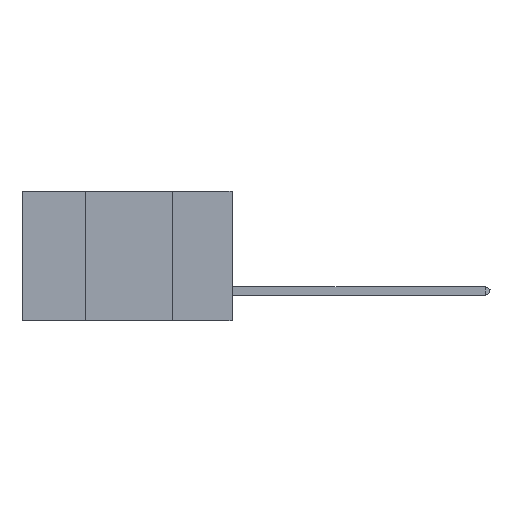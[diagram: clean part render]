
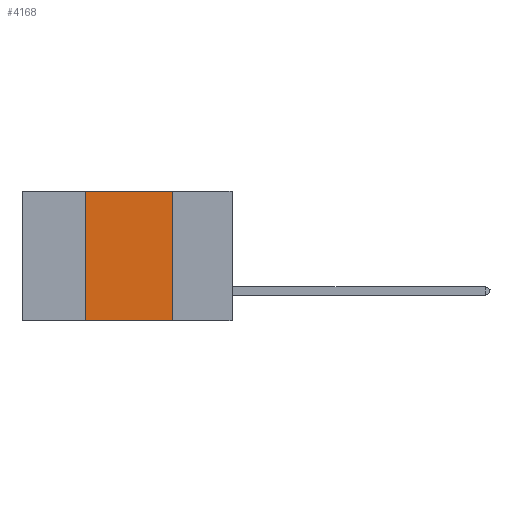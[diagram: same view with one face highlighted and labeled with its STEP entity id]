
A CAD part, left-side view. The second image highlights one B-rep face of the part: STEP entity #4168.
In plain terms, the highlighted planar face has unit normal (-1, 0, 0).
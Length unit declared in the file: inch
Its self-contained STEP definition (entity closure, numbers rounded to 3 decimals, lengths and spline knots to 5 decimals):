
#630 = VERTEX_POINT ( 'NONE', #27523 ) ;
#1226 = CARTESIAN_POINT ( 'NONE',  ( 0., 0.6, 0. ) ) ;
#1374 = CARTESIAN_POINT ( 'NONE',  ( 0., 0.42, -0.37 ) ) ;
#1746 = VECTOR ( 'NONE', #10200, 39.37008 ) ;
#1916 = VECTOR ( 'NONE', #12706, 39.37008 ) ;
#1969 = DIRECTION ( 'NONE',  ( 0., -1., 0. ) ) ;
#3402 = EDGE_CURVE ( 'NONE', #28895, #10336, #25987, .T. ) ;
#3972 = ORIENTED_EDGE ( 'NONE', *, *, #28052, .F. ) ;
#4168 = ADVANCED_FACE ( 'NONE', ( #8761 ), #16026, .F. ) ;
#5647 = DIRECTION ( 'NONE',  ( 0., -1., 0. ) ) ;
#5780 = VECTOR ( 'NONE', #5647, 39.37008 ) ;
#6144 = LINE ( 'NONE', #1226, #5780 ) ;
#6271 = DIRECTION ( 'NONE',  ( 1., 0., 0. ) ) ;
#7890 = LINE ( 'NONE', #21664, #1746 ) ;
#8262 = VERTEX_POINT ( 'NONE', #24093 ) ;
#8761 = FACE_OUTER_BOUND ( 'NONE', #26806, .T. ) ;
#10200 = DIRECTION ( 'NONE',  ( 0., 0., -1. ) ) ;
#10336 = VERTEX_POINT ( 'NONE', #17126 ) ;
#12127 = DIRECTION ( 'NONE',  ( 0., 0., -1. ) ) ;
#12706 = DIRECTION ( 'NONE',  ( 0., 0., 1. ) ) ;
#13591 = CARTESIAN_POINT ( 'NONE',  ( 0., 0.6, -0.37 ) ) ;
#16026 = PLANE ( 'NONE',  #17830 ) ;
#17126 = CARTESIAN_POINT ( 'NONE',  ( 0., 0.42, 0. ) ) ;
#17830 = AXIS2_PLACEMENT_3D ( 'NONE', #29155, #6271, #12127 ) ;
#18895 = ORIENTED_EDGE ( 'NONE', *, *, #3402, .F. ) ;
#21272 = EDGE_CURVE ( 'NONE', #28895, #630, #23580, .T. ) ;
#21664 = CARTESIAN_POINT ( 'NONE',  ( 0., 0.17, 0. ) ) ;
#21916 = CARTESIAN_POINT ( 'NONE',  ( 0., 0.42, 0. ) ) ;
#22128 = VECTOR ( 'NONE', #1969, 39.37008 ) ;
#22896 = ORIENTED_EDGE ( 'NONE', *, *, #23943, .F. ) ;
#23580 = LINE ( 'NONE', #13591, #22128 ) ;
#23943 = EDGE_CURVE ( 'NONE', #8262, #630, #7890, .T. ) ;
#24093 = CARTESIAN_POINT ( 'NONE',  ( 0., 0.17, 0. ) ) ;
#25987 = LINE ( 'NONE', #21916, #1916 ) ;
#26806 = EDGE_LOOP ( 'NONE', ( #22896, #3972, #18895, #27961 ) ) ;
#27523 = CARTESIAN_POINT ( 'NONE',  ( 0., 0.17, -0.37 ) ) ;
#27961 = ORIENTED_EDGE ( 'NONE', *, *, #21272, .T. ) ;
#28052 = EDGE_CURVE ( 'NONE', #10336, #8262, #6144, .T. ) ;
#28895 = VERTEX_POINT ( 'NONE', #1374 ) ;
#29155 = CARTESIAN_POINT ( 'NONE',  ( 0., 0.6, 0. ) ) ;
